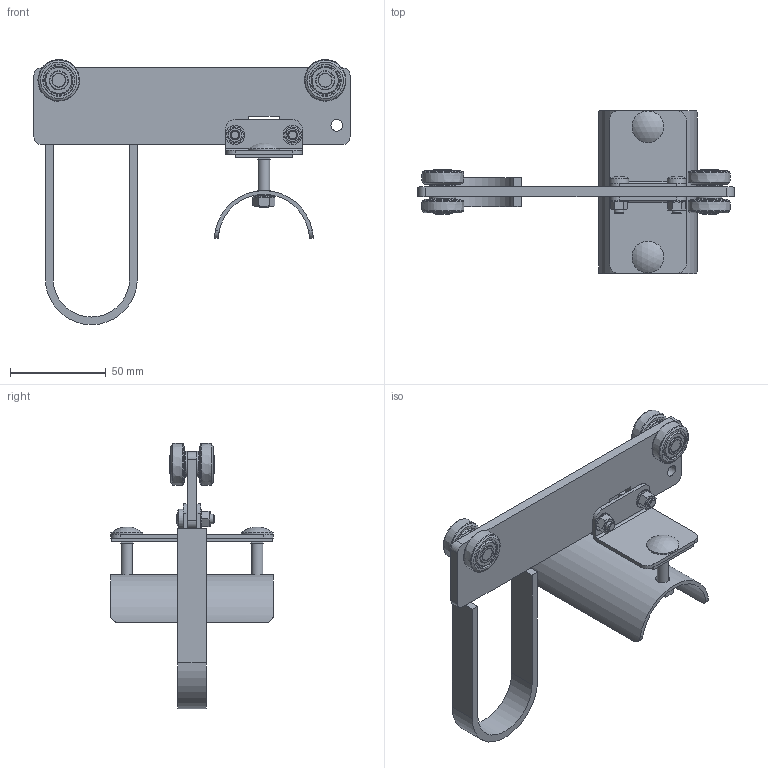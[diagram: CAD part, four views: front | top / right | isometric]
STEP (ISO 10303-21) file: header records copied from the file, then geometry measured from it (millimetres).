
FILE_DESCRIPTION(('STEP AP214'),'1');
FILE_NAME('PMH Medbringarvagn 137M.stp','2013-08-16T07:56:58',(' '),(' '),'Spatial InterOp 3D',' ',' ');
FILE_SCHEMA(('automotive_design'));
Length unit declared in the file: millimetre
Products named in the file (23): PMH Kabelskena medbringarvagn 137M; NAUO23; NAUO22; NAUO21; NAUO18; NAUO16; NAUO15; NAUO10; NAUO9; NAUO5; NAUO25; NAUO38; NAUO37; NAUO36; NAUO35; NAUO33; NAUO24; NAUO40; NAUO39; NAUO2; NAUO27; NAUO26
Assembly tree (41 placements, depth 3):
  PMH Kabelskena medbringarvagn 137M
    NAUO23  x4
    NAUO22
    NAUO21  x2
    NAUO18  x2
    NAUO16  x2
    NAUO15  x2
    NAUO10
    NAUO9  x2
    NAUO5  x2
    NAUO25  x4
      NAUO38
      NAUO38
      NAUO37
      NAUO36
      NAUO35
      NAUO33
    NAUO24  x2
      NAUO40
      NAUO39
    NAUO2
      NAUO27
      NAUO26
Bounding box: 165 x 85 x 138.48 mm (x, y, z)
Volume: 84180.1 mm3; surface area: 70597.4 mm2
Topology: 72 solids, 72 shells, 679 faces, 1529 edges, 974 vertices
Faces by surface type: plane 316, cylinder 193, cone 80, torus 54, sphere 32, bspline 4
Full cylindrical faces by diameter (mm): 4.134 x2, 4.917 x2, 5 x2, 5.2 x2, 5.3 x2, 5.5 x4, 6 x11, 6.2 x4, 6.4 x2, 6.5 x2, 7.5 x2, 9.9 x16, 10 x2, 11.48 x8, 11.88 x4, 13.5 x4, 14.82 x4, 15.08 x8, 16.4 x8, 16.55 x2, 16.7 x16
Entity records: 11414 total; most frequent: CARTESIAN_POINT 1929, DIRECTION 1451, ORIENTED_EDGE 1198, EDGE_CURVE 599, AXIS2_PLACEMENT_3D 554, VERTEX_POINT 436, EDGE_LOOP 423, LINE 343
